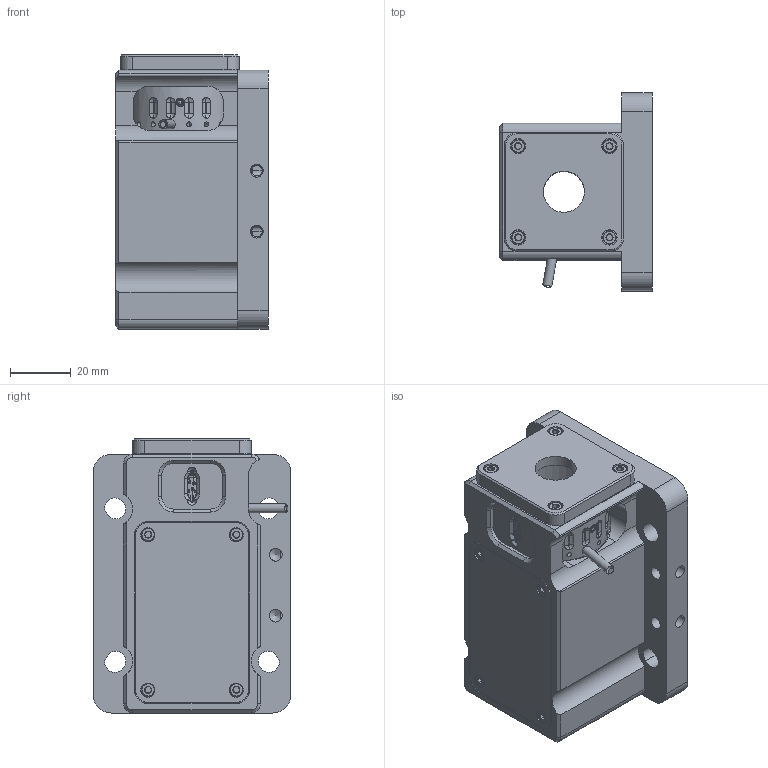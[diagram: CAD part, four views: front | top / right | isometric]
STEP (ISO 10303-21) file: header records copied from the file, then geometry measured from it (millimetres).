
FILE_DESCRIPTION(/* description */ (''),/* implementation_level */ '2;1');
FILE_NAME(/* name */ 'LPA-Mv2.1.step',/* time_stamp */ '2023-06-13T14:23:22+03:00',/* author */ (''),/* organization */ (''),/* preprocessor_version */ 'ST-DEVELOPER v19.2',/* originating_system */ 'Autodesk Translation Framework v12.6.0.85',/* authorisation */ '');
FILE_SCHEMA (('AUTOMOTIVE_DESIGN { 1 0 10303 214 3 1 1 }'));
Products named in the file (5): LPA-Mv2.1 not final; Body; M2.5x4 Socket (6 reikia); 92015A101; Scale
Assembly tree (11 placements, depth 2):
  LPA-Mv2.1 not final
    Body
    M2.5x4 Socket (6 reikia)  x8
    92015A101
    Scale
Bounding box: 50 x 65 x 90 mm (x, y, z)
Volume: 126020 mm3; surface area: 50264.4 mm2
Topology: 118 solids, 120 shells, 2124 faces, 5321 edges, 3480 vertices
Faces by surface type: plane 877, bspline 726, cylinder 364, cone 156, torus 1
Full cylindrical faces by diameter (mm): 1.623 x26, 1.915 x64, 2.075 x12, 2.35 x5, 2.5 x68, 2.529 x5, 2.8 x4, 3 x6, 3.5 x2, 4.234 x4, 4.5 x8, 4.6 x4, 5 x4, 13.505 x2, 20 x1, 25.4 x2, 26.088 x1, 29 x2, 32 x1, 32.5 x1, 35 x1, 36 x1
Entity records: 66952 total; most frequent: CARTESIAN_POINT 27758, ORIENTED_EDGE 9138, DIRECTION 5669, EDGE_CURVE 4569, VERTEX_POINT 3039, LINE 2535, VECTOR 2535, EDGE_LOOP 1982
